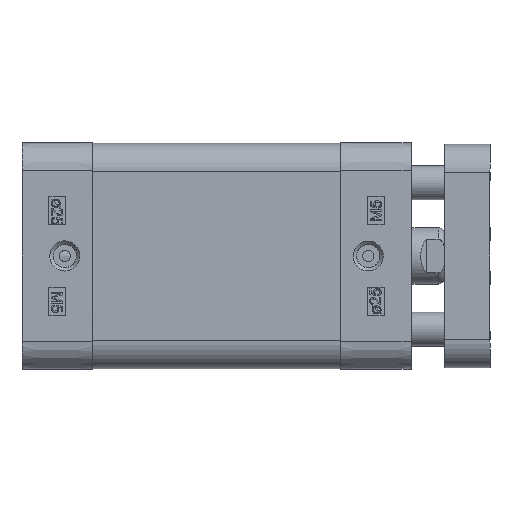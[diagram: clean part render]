
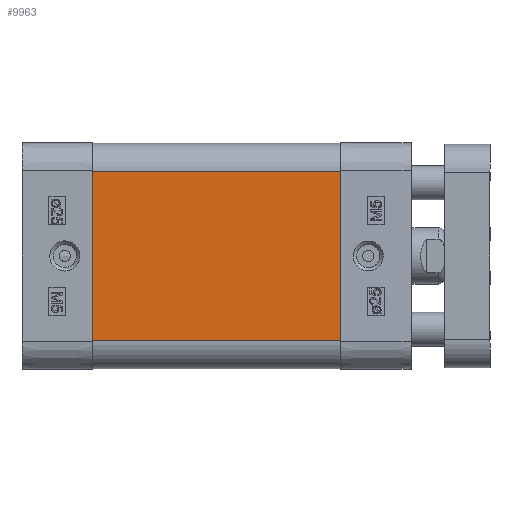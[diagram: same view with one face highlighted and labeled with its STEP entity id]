
A CAD part, left-side view. The second image highlights one B-rep face of the part: STEP entity #9963.
In plain terms, the highlighted planar face has unit normal (-1, 0, 0).
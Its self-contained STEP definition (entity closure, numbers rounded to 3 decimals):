
#9882=CARTESIAN_POINT('',(-20.,0.0,-15.));
#9883=VERTEX_POINT('',#9882);
#9891=CARTESIAN_POINT('',(-20.,0.0,15.0));
#9892=VERTEX_POINT('',#9891);
#9893=CARTESIAN_POINT('',(-20.,0.0,-15.));
#9894=DIRECTION('',(0.0,0.0,1.0));
#9895=VECTOR('',#9894,30.);
#9896=LINE('',#9893,#9895);
#9897=EDGE_CURVE('',#9883,#9892,#9896,.T.);
#9933=CARTESIAN_POINT('',(-20.,0.0,-15.));
#9934=DIRECTION('',(-1.0,0.0,0.0));
#9935=DIRECTION('',(0.0,0.0,1.0));
#9936=AXIS2_PLACEMENT_3D('',#9933,#9934,#9935);
#9937=PLANE('',#9936);
#9938=CARTESIAN_POINT('',(-20.,-44.0,-15.));
#9939=VERTEX_POINT('',#9938);
#9940=CARTESIAN_POINT('',(-20.,-44.0,15.0));
#9941=VERTEX_POINT('',#9940);
#9942=CARTESIAN_POINT('',(-20.,-44.0,-15.));
#9943=DIRECTION('',(0.0,0.0,1.0));
#9944=VECTOR('',#9943,30.);
#9945=LINE('',#9942,#9944);
#9946=EDGE_CURVE('',#9939,#9941,#9945,.T.);
#9947=ORIENTED_EDGE('',*,*,#9946,.T.);
#9948=CARTESIAN_POINT('',(-20.,0.0,15.0));
#9949=DIRECTION('',(0.0,-1.0,0.0));
#9950=VECTOR('',#9949,44.0);
#9951=LINE('',#9948,#9950);
#9952=EDGE_CURVE('',#9892,#9941,#9951,.T.);
#9953=ORIENTED_EDGE('',*,*,#9952,.F.);
#9954=ORIENTED_EDGE('',*,*,#9897,.F.);
#9955=CARTESIAN_POINT('',(-20.,0.0,-15.));
#9956=DIRECTION('',(0.0,-1.0,0.0));
#9957=VECTOR('',#9956,44.0);
#9958=LINE('',#9955,#9957);
#9959=EDGE_CURVE('',#9883,#9939,#9958,.T.);
#9960=ORIENTED_EDGE('',*,*,#9959,.T.);
#9961=EDGE_LOOP('',(#9947,#9953,#9954,#9960));
#9962=FACE_OUTER_BOUND('',#9961,.T.);
#9963=ADVANCED_FACE('',(#9962),#9937,.T.);
